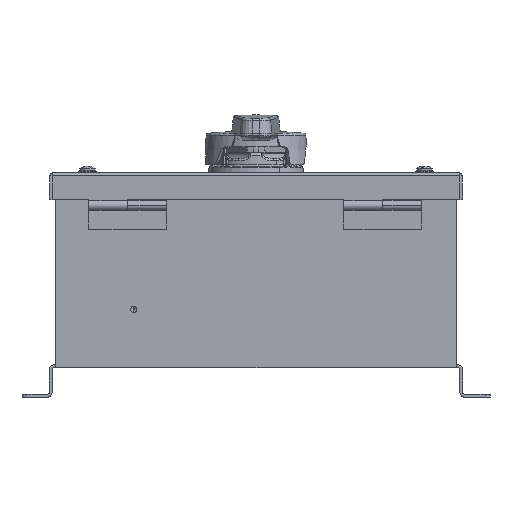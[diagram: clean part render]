
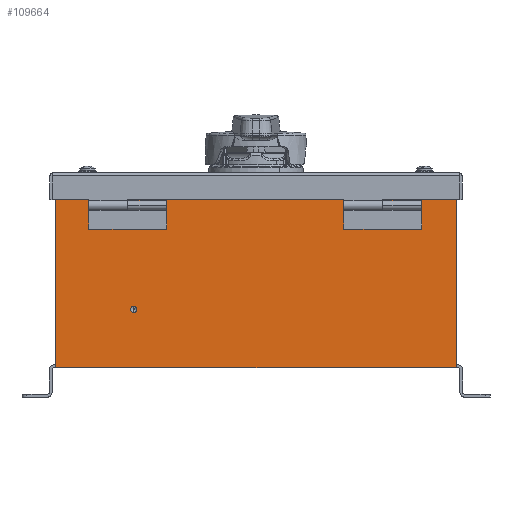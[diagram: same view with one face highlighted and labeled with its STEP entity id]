
A CAD part, left-side view. The second image highlights one B-rep face of the part: STEP entity #109664.
In plain terms, the highlighted planar face has unit normal (-1, 0, 0).
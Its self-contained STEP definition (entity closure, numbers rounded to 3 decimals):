
#4425 = CARTESIAN_POINT ( 'NONE',  ( 1.318, -114.926, 244.666 ) ) ;
#5900 = LINE ( 'NONE', #123486, #151782 ) ;
#7740 = CARTESIAN_POINT ( 'NONE',  ( 1.318, 1240.164, 204.585 ) ) ;
#12626 = CARTESIAN_POINT ( 'NONE',  ( 1.318, -114.926, 240.705 ) ) ;
#16541 = EDGE_CURVE ( 'NONE', #36750, #136560, #104292, .T. ) ;
#18432 = EDGE_CURVE ( 'NONE', #177051, #93182, #128666, .T. ) ;
#29066 = CARTESIAN_POINT ( 'NONE',  ( 1.318, -324.984, 204.585 ) ) ;
#31040 = CARTESIAN_POINT ( 'NONE',  ( 1.318, -114.926, 244.666 ) ) ;
#36750 = VERTEX_POINT ( 'NONE', #205900 ) ;
#38821 = PLANE ( 'NONE',  #57626 ) ;
#45992 = EDGE_CURVE ( 'NONE', #93182, #177051, #138920, .T. ) ;
#53577 = ORIENTED_EDGE ( 'NONE', *, *, #152123, .F. ) ;
#55689 = VECTOR ( 'NONE', #71969, 1000. ) ;
#57156 = DIRECTION ( 'NONE',  ( 1., 0., 0. ) ) ;
#57626 = AXIS2_PLACEMENT_3D ( 'NONE', #148307, #57156, #184921 ) ;
#67713 = EDGE_CURVE ( 'NONE', #136560, #150967, #223141, .T. ) ;
#68161 = CARTESIAN_POINT ( 'NONE',  ( 1.318, -64.126, 324.677 ) ) ;
#71969 = DIRECTION ( 'NONE',  ( 0., 0., -1. ) ) ;
#83561 = LINE ( 'NONE', #113363, #126373 ) ;
#89098 = VECTOR ( 'NONE', #117218, 1000. ) ;
#93182 = VERTEX_POINT ( 'NONE', #4425 ) ;
#96197 = ORIENTED_EDGE ( 'NONE', *, *, #18432, .F. ) ;
#103675 = CARTESIAN_POINT ( 'NONE',  ( 1.318, -118.888, 244.666 ) ) ;
#104292 = LINE ( 'NONE', #181363, #55689 ) ;
#109107 = CARTESIAN_POINT ( 'NONE',  ( 1.318, -114.926, 240.705 ) ) ;
#109664 = ADVANCED_FACE ( 'NONE', ( #151119, #196924 ), #38821, .F. ) ;
#113363 = CARTESIAN_POINT ( 'NONE',  ( 1.318, -64.126, 206.465 ) ) ;
#117218 = DIRECTION ( 'NONE',  ( 0., 1., 0. ) ) ;
#123486 = CARTESIAN_POINT ( 'NONE',  ( 1.318, 1240.164, 324.677 ) ) ;
#126373 = VECTOR ( 'NONE', #131012, 1000. ) ;
#128666 =( BOUNDED_CURVE ( )  B_SPLINE_CURVE ( 3, ( #12626, #231262, #103675, #31040 ),
 .UNSPECIFIED., .F., .T. ) 
 B_SPLINE_CURVE_WITH_KNOTS ( ( 4, 4 ),
 ( 0., 1. ),
 .UNSPECIFIED. ) 
 CURVE ( )  GEOMETRIC_REPRESENTATION_ITEM ( )  RATIONAL_B_SPLINE_CURVE ( ( 1., 0.333, 0.333, 1. ) ) 
 REPRESENTATION_ITEM ( '' )  );
#131012 = DIRECTION ( 'NONE',  ( 0., 0., 1. ) ) ;
#136560 = VERTEX_POINT ( 'NONE', #29066 ) ;
#138920 =( BOUNDED_CURVE ( )  B_SPLINE_CURVE ( 3, ( #181799, #199978, #218307, #109107 ),
 .UNSPECIFIED., .F., .T. ) 
 B_SPLINE_CURVE_WITH_KNOTS ( ( 4, 4 ),
 ( 0., 1. ),
 .UNSPECIFIED. ) 
 CURVE ( )  GEOMETRIC_REPRESENTATION_ITEM ( )  RATIONAL_B_SPLINE_CURVE ( ( 1., 0.333, 0.333, 1. ) ) 
 REPRESENTATION_ITEM ( '' )  );
#141064 = DIRECTION ( 'NONE',  ( 0., -1., 0. ) ) ;
#144120 = ORIENTED_EDGE ( 'NONE', *, *, #67713, .F. ) ;
#148307 = CARTESIAN_POINT ( 'NONE',  ( 1.318, 1240.164, 206.465 ) ) ;
#150967 = VERTEX_POINT ( 'NONE', #199835 ) ;
#151119 = FACE_OUTER_BOUND ( 'NONE', #236275, .T. ) ;
#151782 = VECTOR ( 'NONE', #141064, 1000. ) ;
#152123 = EDGE_CURVE ( 'NONE', #186365, #36750, #5900, .T. ) ;
#163244 = EDGE_CURVE ( 'NONE', #150967, #186365, #83561, .T. ) ;
#170875 = CARTESIAN_POINT ( 'NONE',  ( 1.318, -114.926, 240.705 ) ) ;
#176542 = EDGE_LOOP ( 'NONE', ( #179260, #96197 ) ) ;
#177051 = VERTEX_POINT ( 'NONE', #170875 ) ;
#179260 = ORIENTED_EDGE ( 'NONE', *, *, #45992, .F. ) ;
#181363 = CARTESIAN_POINT ( 'NONE',  ( 1.318, -324.984, 206.465 ) ) ;
#181799 = CARTESIAN_POINT ( 'NONE',  ( 1.318, -114.926, 244.666 ) ) ;
#184921 = DIRECTION ( 'NONE',  ( 0., 0., 1. ) ) ;
#186365 = VERTEX_POINT ( 'NONE', #68161 ) ;
#196924 = FACE_BOUND ( 'NONE', #176542, .T. ) ;
#199835 = CARTESIAN_POINT ( 'NONE',  ( 1.318, -64.126, 204.585 ) ) ;
#199978 = CARTESIAN_POINT ( 'NONE',  ( 1.318, -110.965, 244.666 ) ) ;
#205219 = ORIENTED_EDGE ( 'NONE', *, *, #163244, .F. ) ;
#205900 = CARTESIAN_POINT ( 'NONE',  ( 1.318, -324.984, 324.677 ) ) ;
#207370 = ORIENTED_EDGE ( 'NONE', *, *, #16541, .F. ) ;
#218307 = CARTESIAN_POINT ( 'NONE',  ( 1.318, -110.965, 240.705 ) ) ;
#223141 = LINE ( 'NONE', #7740, #89098 ) ;
#231262 = CARTESIAN_POINT ( 'NONE',  ( 1.318, -118.888, 240.705 ) ) ;
#236275 = EDGE_LOOP ( 'NONE', ( #205219, #144120, #207370, #53577 ) ) ;
